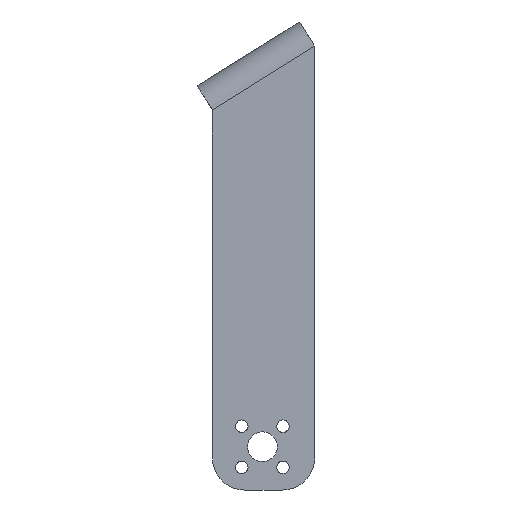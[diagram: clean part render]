
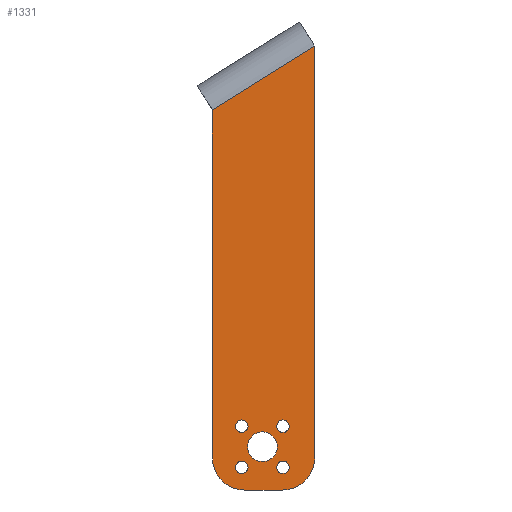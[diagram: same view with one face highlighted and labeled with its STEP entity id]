
A CAD part, left-side view. The second image highlights one B-rep face of the part: STEP entity #1331.
In plain terms, the highlighted planar face has unit normal (-1, 0, 0).
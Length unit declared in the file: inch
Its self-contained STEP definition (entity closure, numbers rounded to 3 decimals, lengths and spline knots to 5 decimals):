
#15=FACE_BOUND('',#168,.T.);
#16=FACE_BOUND('',#169,.T.);
#17=FACE_BOUND('',#170,.T.);
#18=FACE_BOUND('',#171,.T.);
#19=FACE_BOUND('',#172,.T.);
#52=PLANE('',#1423);
#95=FACE_OUTER_BOUND('',#167,.T.);
#167=EDGE_LOOP('',(#935,#936,#937,#938,#939,#940));
#168=EDGE_LOOP('',(#941));
#169=EDGE_LOOP('',(#942));
#170=EDGE_LOOP('',(#943));
#171=EDGE_LOOP('',(#944));
#172=EDGE_LOOP('',(#945));
#275=LINE('',#2019,#393);
#278=LINE('',#2025,#396);
#279=LINE('',#2027,#397);
#280=LINE('',#2029,#398);
#393=VECTOR('',#1611,0.3937);
#396=VECTOR('',#1616,0.3937);
#397=VECTOR('',#1617,0.3937);
#398=VECTOR('',#1618,0.3937);
#518=CIRCLE('',#1421,0.42598);
#519=CIRCLE('',#1424,0.42598);
#520=CIRCLE('',#1425,0.08268);
#521=CIRCLE('',#1426,0.08268);
#522=CIRCLE('',#1427,0.08268);
#523=CIRCLE('',#1428,0.08268);
#524=CIRCLE('',#1429,0.19685);
#595=VERTEX_POINT('',#2012);
#596=VERTEX_POINT('',#2014);
#597=VERTEX_POINT('',#2018);
#599=VERTEX_POINT('',#2024);
#600=VERTEX_POINT('',#2026);
#601=VERTEX_POINT('',#2028);
#602=VERTEX_POINT('',#2031);
#603=VERTEX_POINT('',#2033);
#604=VERTEX_POINT('',#2035);
#605=VERTEX_POINT('',#2037);
#606=VERTEX_POINT('',#2039);
#727=EDGE_CURVE('',#595,#596,#518,.T.);
#729=EDGE_CURVE('',#597,#596,#275,.T.);
#732=EDGE_CURVE('',#599,#595,#278,.T.);
#733=EDGE_CURVE('',#599,#600,#279,.T.);
#734=EDGE_CURVE('',#600,#601,#280,.T.);
#735=EDGE_CURVE('',#597,#601,#519,.T.);
#736=EDGE_CURVE('',#602,#602,#520,.T.);
#737=EDGE_CURVE('',#603,#603,#521,.T.);
#738=EDGE_CURVE('',#604,#604,#522,.T.);
#739=EDGE_CURVE('',#605,#605,#523,.T.);
#740=EDGE_CURVE('',#606,#606,#524,.T.);
#935=ORIENTED_EDGE('',*,*,#727,.F.);
#936=ORIENTED_EDGE('',*,*,#732,.F.);
#937=ORIENTED_EDGE('',*,*,#733,.T.);
#938=ORIENTED_EDGE('',*,*,#734,.T.);
#939=ORIENTED_EDGE('',*,*,#735,.F.);
#940=ORIENTED_EDGE('',*,*,#729,.T.);
#941=ORIENTED_EDGE('',*,*,#736,.T.);
#942=ORIENTED_EDGE('',*,*,#737,.T.);
#943=ORIENTED_EDGE('',*,*,#738,.T.);
#944=ORIENTED_EDGE('',*,*,#739,.T.);
#945=ORIENTED_EDGE('',*,*,#740,.T.);
#1331=ADVANCED_FACE('',(#95,#15,#16,#17,#18,#19),#52,.T.);
#1421=AXIS2_PLACEMENT_3D('',#2015,#1606,#1607);
#1423=AXIS2_PLACEMENT_3D('',#2023,#1614,#1615);
#1424=AXIS2_PLACEMENT_3D('',#2030,#1619,#1620);
#1425=AXIS2_PLACEMENT_3D('',#2032,#1621,#1622);
#1426=AXIS2_PLACEMENT_3D('',#2034,#1623,#1624);
#1427=AXIS2_PLACEMENT_3D('',#2036,#1625,#1626);
#1428=AXIS2_PLACEMENT_3D('',#2038,#1627,#1628);
#1429=AXIS2_PLACEMENT_3D('',#2040,#1629,#1630);
#1606=DIRECTION('center_axis',(1.,0.,0.));
#1607=DIRECTION('ref_axis',(0.,-0.707,-0.707));
#1611=DIRECTION('',(0.,-1.,0.));
#1614=DIRECTION('center_axis',(-1.,0.,0.));
#1615=DIRECTION('ref_axis',(0.,0.,1.));
#1616=DIRECTION('',(0.,0.,-1.));
#1617=DIRECTION('',(0.,0.848,-0.53));
#1618=DIRECTION('',(0.,0.,-1.));
#1619=DIRECTION('center_axis',(1.,0.,0.));
#1620=DIRECTION('ref_axis',(0.,0.707,-0.707));
#1621=DIRECTION('center_axis',(1.,0.,0.));
#1622=DIRECTION('ref_axis',(0.,0.,1.));
#1623=DIRECTION('center_axis',(1.,0.,0.));
#1624=DIRECTION('ref_axis',(0.,0.,1.));
#1625=DIRECTION('center_axis',(1.,0.,0.));
#1626=DIRECTION('ref_axis',(0.,0.,1.));
#1627=DIRECTION('center_axis',(1.,0.,0.));
#1628=DIRECTION('ref_axis',(0.,0.,1.));
#1629=DIRECTION('center_axis',(1.,0.,0.));
#1630=DIRECTION('ref_axis',(0.,0.,1.));
#2012=CARTESIAN_POINT('',(-4.14162,0.,-2.32217));
#2014=CARTESIAN_POINT('',(-4.14162,0.42598,-2.74815));
#2015=CARTESIAN_POINT('Origin',(-4.14162,0.42598,-2.32217));
#2018=CARTESIAN_POINT('',(-4.14162,0.92837,-2.74815));
#2019=CARTESIAN_POINT('',(-4.14162,0.67718,-2.74815));
#2023=CARTESIAN_POINT('Origin',(-4.14162,0.67718,1.96256));
#2024=CARTESIAN_POINT('',(-4.14162,0.,3.13011));
#2025=CARTESIAN_POINT('',(-4.14162,0.,0.79502));
#2026=CARTESIAN_POINT('',(-4.14162,1.35435,2.28382));
#2027=CARTESIAN_POINT('',(-4.14162,0.,3.13011));
#2028=CARTESIAN_POINT('',(-4.14162,1.35435,-2.32217));
#2029=CARTESIAN_POINT('',(-4.14162,1.35435,2.28382));
#2030=CARTESIAN_POINT('Origin',(-4.14162,0.92837,-2.32217));
#2031=CARTESIAN_POINT('',(-4.14162,0.41961,-1.98548));
#2032=CARTESIAN_POINT('Origin',(-4.14162,0.41961,-1.9028));
#2033=CARTESIAN_POINT('',(-4.14162,0.96409,-1.98548));
#2034=CARTESIAN_POINT('Origin',(-4.14162,0.96409,-1.9028));
#2035=CARTESIAN_POINT('',(-4.14162,0.41961,-2.52995));
#2036=CARTESIAN_POINT('Origin',(-4.14162,0.41961,-2.44728));
#2037=CARTESIAN_POINT('',(-4.14162,0.96409,-2.52995));
#2038=CARTESIAN_POINT('Origin',(-4.14162,0.96409,-2.44728));
#2039=CARTESIAN_POINT('',(-4.14162,0.69185,-2.37189));
#2040=CARTESIAN_POINT('Origin',(-4.14162,0.69185,-2.17504));
